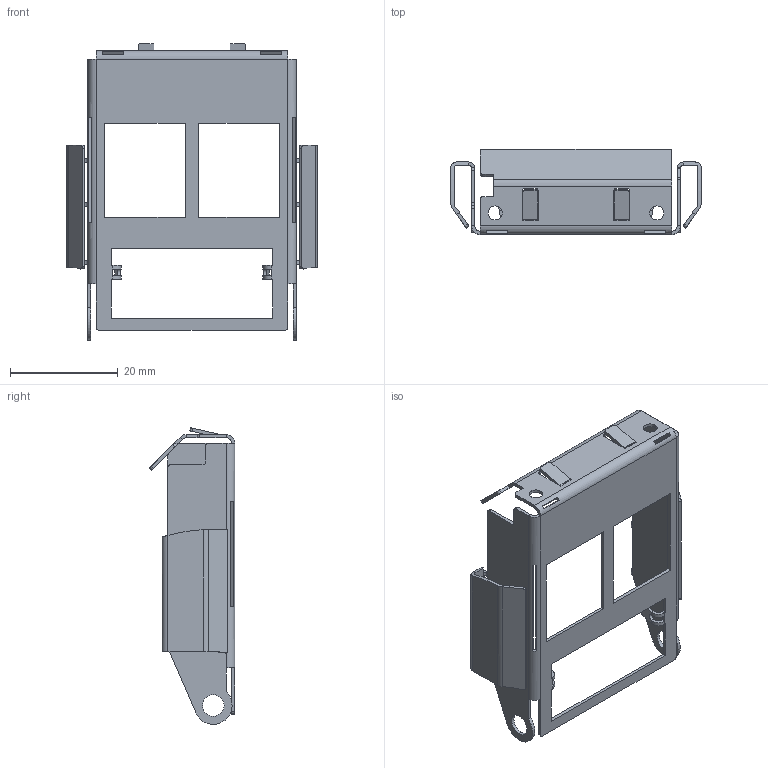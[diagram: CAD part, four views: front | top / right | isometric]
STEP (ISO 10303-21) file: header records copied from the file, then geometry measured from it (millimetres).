
FILE_DESCRIPTION (( 'STEP AP214' ), '1' );
FILE_NAME ('2108-K.STEP', '2016-06-30T09:49:59', ( '' ), ( '' ), 'SwSTEP 2.0', 'SolidWorks 2015', '' );
FILE_SCHEMA (( 'AUTOMOTIVE_DESIGN' ));
Length unit declared in the file: millimetre
Products named in the file (1): 2108-K
Bounding box: 46.5 x 15.89 x 55.07 mm (x, y, z)
Volume: 2013.5 mm3; surface area: 7255.2 mm2
Topology: 1 solids, 1 shells, 264 faces, 698 edges, 420 vertices
Faces by surface type: plane 178, cylinder 84, bspline 2
Entity records: 8174 total; most frequent: CARTESIAN_POINT 1511, ORIENTED_EDGE 1396, DIRECTION 1382, EDGE_CURVE 698, LINE 492, VECTOR 492, AXIS2_PLACEMENT_3D 445, VERTEX_POINT 420
